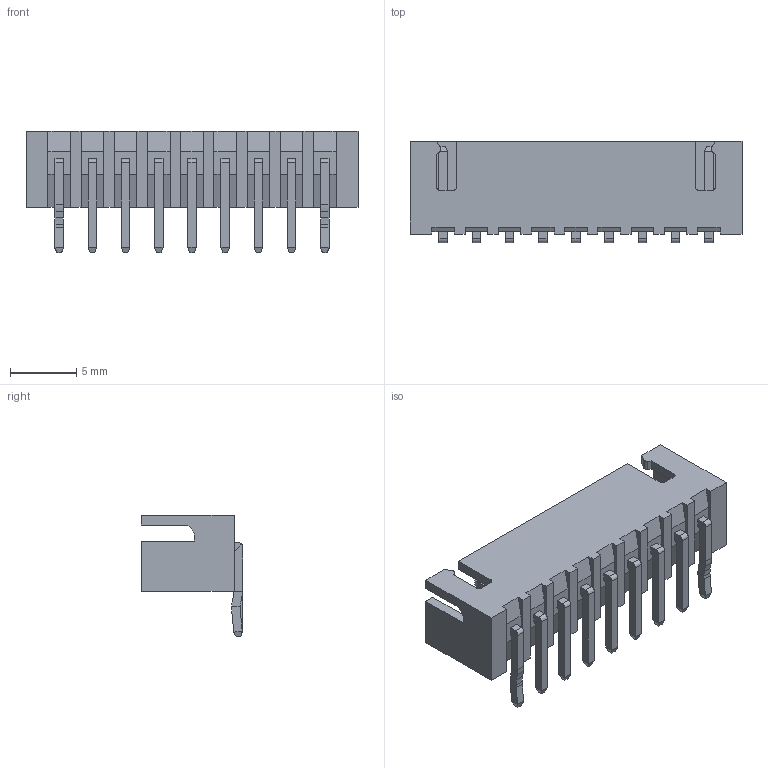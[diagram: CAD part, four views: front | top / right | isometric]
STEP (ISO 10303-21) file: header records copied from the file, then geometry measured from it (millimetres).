
FILE_DESCRIPTION (( 'STEP AP203' ), '1' );
FILE_NAME ('14K-509-421-AA1.STEP', '2024-02-23T17:59:34', ( '' ), ( '' ), 'SwSTEP 2.0', 'SolidWorks 2023', '' );
FILE_SCHEMA (( 'CONFIG_CONTROL_DESIGN' ));
Length unit declared in the file: millimetre
Products named in the file (4): 14K-509-421-AA1; 14K Series Pin_16; 14K Series Pin Header Insulator_509; 14K Series Pin_21
Assembly tree (10 placements, depth 2):
  14K-509-421-AA1
    14K Series Pin Header Insulator_509
    14K Series Pin_21  x2
    14K Series Pin_16  x7
Bounding box: 25 x 7.64 x 9.17 mm (x, y, z)
Volume: 481 mm3; surface area: 1358.6 mm2
Topology: 10 solids, 10 shells, 356 faces, 936 edges, 600 vertices
Faces by surface type: plane 317, cylinder 39
Entity records: 6654 total; most frequent: CARTESIAN_POINT 1079, ORIENTED_EDGE 1060, DIRECTION 986, EDGE_CURVE 530, VECTOR 476, LINE 476, VERTEX_POINT 348, AXIS2_PLACEMENT_3D 255
